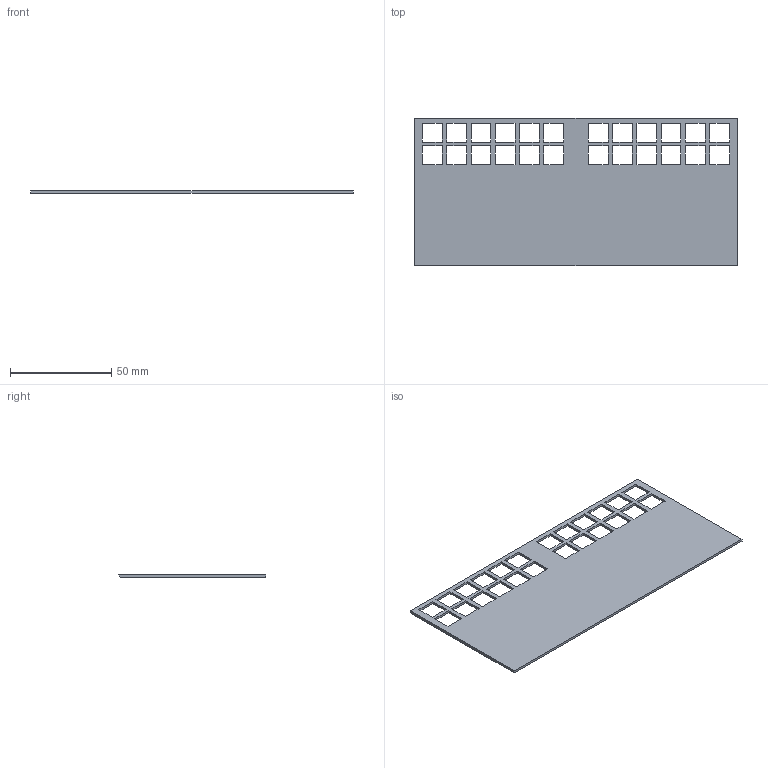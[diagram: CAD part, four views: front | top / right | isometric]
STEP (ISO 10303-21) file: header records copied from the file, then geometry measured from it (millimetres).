
FILE_DESCRIPTION (( 'STEP AP214' ), '1' );
FILE_NAME ('cobertura de portao.STEP', '2024-09-05T14:47:11', ( '' ), ( '' ), 'SwSTEP 2.0', 'SolidWorks 2023', '' );
FILE_SCHEMA (( 'AUTOMOTIVE_DESIGN' ));
Length unit declared in the file: millimetre
Products named in the file (1): cobertura de portao
Bounding box: 159.49 x 72.8 x 1.2 mm (x, y, z)
Volume: 9146.1 mm3; surface area: 20898.2 mm2
Topology: 1 solids, 1 shells, 162 faces, 444 edges, 296 vertices
Faces by surface type: plane 162
Entity records: 5147 total; most frequent: CARTESIAN_POINT 903, ORIENTED_EDGE 888, DIRECTION 770, VECTOR 444, LINE 444, EDGE_CURVE 444, VERTEX_POINT 296, EDGE_LOOP 222
